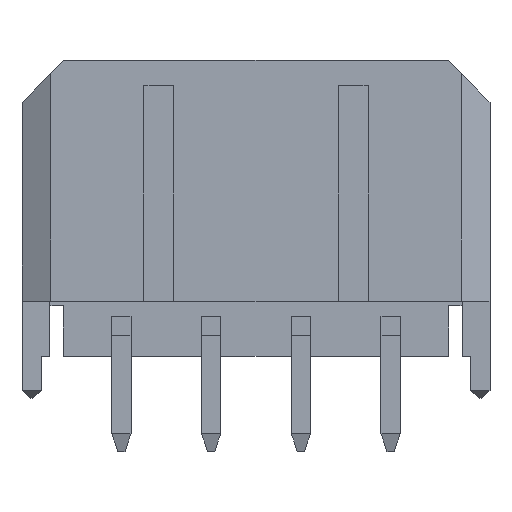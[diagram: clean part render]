
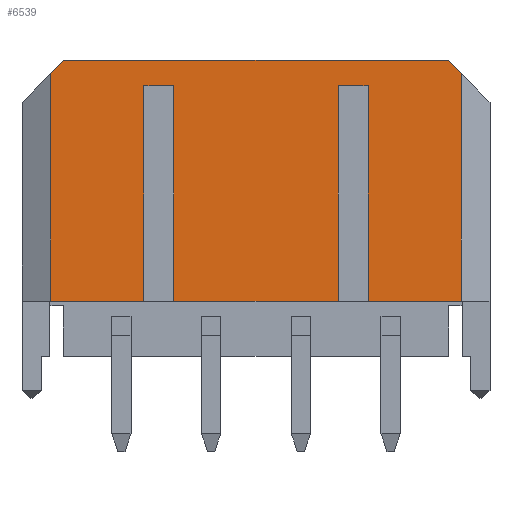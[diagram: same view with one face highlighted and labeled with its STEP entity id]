
A CAD part, front view. The second image highlights one B-rep face of the part: STEP entity #6539.
In plain terms, the highlighted planar face has unit normal (0, -1, 0).
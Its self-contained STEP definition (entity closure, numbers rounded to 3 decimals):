
#749=VERTEX_POINT('',#750);
#750=CARTESIAN_POINT('',(-6.425,-1.93,4.95));
#756=EDGE_CURVE('',#749,#757,#759,.T.);
#757=VERTEX_POINT('',#758);
#758=CARTESIAN_POINT('',(6.425,-1.93,4.95));
#759=LINE('',#760,#761);
#760=CARTESIAN_POINT('',(-6.425,-1.93,4.95));
#761=VECTOR('',#762,1.0);
#762=DIRECTION('',(1.0,0.0,0.0));
#6414=VERTEX_POINT('',#6415);
#6415=CARTESIAN_POINT('',(-6.865,-1.93,4.51));
#6421=EDGE_CURVE('',#6414,#749,#6422,.F.);
#6422=LINE('',#6423,#6424);
#6423=CARTESIAN_POINT('',(-6.425,-1.93,4.95));
#6424=VECTOR('',#6425,1.0);
#6425=DIRECTION('',(-0.707,0.0,-0.707));
#6494=EDGE_CURVE('',#757,#6495,#6497,.F.);
#6495=VERTEX_POINT('',#6496);
#6496=CARTESIAN_POINT('',(6.865,-1.93,4.51));
#6497=LINE('',#6498,#6499);
#6498=CARTESIAN_POINT('',(6.865,-1.93,4.51));
#6499=VECTOR('',#6500,1.0);
#6500=DIRECTION('',(-0.707,0.0,0.707));
#6519=VERTEX_POINT('',#6520);
#6520=CARTESIAN_POINT('',(6.865,-1.93,-3.1));
#6529=EDGE_CURVE('',#6495,#6519,#6530,.T.);
#6530=LINE('',#6531,#6532);
#6531=CARTESIAN_POINT('',(6.865,-1.93,4.51));
#6532=VECTOR('',#6533,1.0);
#6533=DIRECTION('',(0.0,0.0,-1.0));
#6539=ADVANCED_FACE('',(#6540),#6624,.T.);
#6540=FACE_BOUND('',#6541,.T.);
#6541=EDGE_LOOP('',(#6542,#6552,#6560,#6566,#6567,#6568,#6569,#6570,#6578,#6586,#6594,#6602,#6610,#6618));
#6542=ORIENTED_EDGE('',*,*,#6543,.T.);
#6543=EDGE_CURVE('',#6544,#6546,#6548,.F.);
#6544=VERTEX_POINT('',#6545);
#6545=CARTESIAN_POINT('',(2.75,-1.93,4.1));
#6546=VERTEX_POINT('',#6547);
#6547=CARTESIAN_POINT('',(3.75,-1.93,4.1));
#6548=LINE('',#6549,#6550);
#6549=CARTESIAN_POINT('',(3.75,-1.93,4.1));
#6550=VECTOR('',#6551,1.0);
#6551=DIRECTION('',(-1.0,0.0,0.0));
#6552=ORIENTED_EDGE('',*,*,#6553,.T.);
#6553=EDGE_CURVE('',#6546,#6554,#6556,.F.);
#6554=VERTEX_POINT('',#6555);
#6555=CARTESIAN_POINT('',(3.75,-1.93,-3.1));
#6556=LINE('',#6557,#6558);
#6557=CARTESIAN_POINT('',(3.75,-1.93,-3.1));
#6558=VECTOR('',#6559,1.0);
#6559=DIRECTION('',(0.0,0.0,1.0));
#6560=ORIENTED_EDGE('',*,*,#6561,.T.);
#6561=EDGE_CURVE('',#6554,#6519,#6562,.F.);
#6562=LINE('',#6563,#6564);
#6563=CARTESIAN_POINT('',(6.865,-1.93,-3.1));
#6564=VECTOR('',#6565,1.0);
#6565=DIRECTION('',(-1.0,0.0,0.0));
#6566=ORIENTED_EDGE('',*,*,#6529,.F.);
#6567=ORIENTED_EDGE('',*,*,#6494,.F.);
#6568=ORIENTED_EDGE('',*,*,#756,.F.);
#6569=ORIENTED_EDGE('',*,*,#6421,.F.);
#6570=ORIENTED_EDGE('',*,*,#6571,.T.);
#6571=EDGE_CURVE('',#6414,#6572,#6574,.F.);
#6572=VERTEX_POINT('',#6573);
#6573=CARTESIAN_POINT('',(-6.865,-1.93,-3.1));
#6574=LINE('',#6575,#6576);
#6575=CARTESIAN_POINT('',(-6.865,-1.93,-3.1));
#6576=VECTOR('',#6577,1.0);
#6577=DIRECTION('',(0.0,0.0,1.0));
#6578=ORIENTED_EDGE('',*,*,#6579,.T.);
#6579=EDGE_CURVE('',#6572,#6580,#6582,.F.);
#6580=VERTEX_POINT('',#6581);
#6581=CARTESIAN_POINT('',(-3.75,-1.93,-3.1));
#6582=LINE('',#6583,#6584);
#6583=CARTESIAN_POINT('',(-3.75,-1.93,-3.1));
#6584=VECTOR('',#6585,1.0);
#6585=DIRECTION('',(-1.0,0.0,0.0));
#6586=ORIENTED_EDGE('',*,*,#6587,.T.);
#6587=EDGE_CURVE('',#6580,#6588,#6590,.T.);
#6588=VERTEX_POINT('',#6589);
#6589=CARTESIAN_POINT('',(-3.75,-1.93,4.1));
#6590=LINE('',#6591,#6592);
#6591=CARTESIAN_POINT('',(-3.75,-1.93,-3.1));
#6592=VECTOR('',#6593,1.0);
#6593=DIRECTION('',(0.0,0.0,1.0));
#6594=ORIENTED_EDGE('',*,*,#6595,.T.);
#6595=EDGE_CURVE('',#6588,#6596,#6598,.F.);
#6596=VERTEX_POINT('',#6597);
#6597=CARTESIAN_POINT('',(-2.75,-1.93,4.1));
#6598=LINE('',#6599,#6600);
#6599=CARTESIAN_POINT('',(-2.75,-1.93,4.1));
#6600=VECTOR('',#6601,1.0);
#6601=DIRECTION('',(-1.0,0.0,0.0));
#6602=ORIENTED_EDGE('',*,*,#6603,.T.);
#6603=EDGE_CURVE('',#6596,#6604,#6606,.F.);
#6604=VERTEX_POINT('',#6605);
#6605=CARTESIAN_POINT('',(-2.75,-1.93,-3.1));
#6606=LINE('',#6607,#6608);
#6607=CARTESIAN_POINT('',(-2.75,-1.93,-3.1));
#6608=VECTOR('',#6609,1.0);
#6609=DIRECTION('',(0.0,0.0,1.0));
#6610=ORIENTED_EDGE('',*,*,#6611,.T.);
#6611=EDGE_CURVE('',#6604,#6612,#6614,.F.);
#6612=VERTEX_POINT('',#6613);
#6613=CARTESIAN_POINT('',(2.75,-1.93,-3.1));
#6614=LINE('',#6615,#6616);
#6615=CARTESIAN_POINT('',(2.75,-1.93,-3.1));
#6616=VECTOR('',#6617,1.0);
#6617=DIRECTION('',(-1.0,0.0,0.0));
#6618=ORIENTED_EDGE('',*,*,#6619,.T.);
#6619=EDGE_CURVE('',#6612,#6544,#6620,.T.);
#6620=LINE('',#6621,#6622);
#6621=CARTESIAN_POINT('',(2.75,-1.93,-3.1));
#6622=VECTOR('',#6623,1.0);
#6623=DIRECTION('',(0.0,0.0,1.0));
#6624=PLANE('',#6625);
#6625=AXIS2_PLACEMENT_3D('',#6626,#6627,#6628);
#6626=CARTESIAN_POINT('',(-7.825,-1.93,4.95));
#6627=DIRECTION('',(0.0,-1.0,0.0));
#6628=DIRECTION('',(0.0,0.0,-1.0));
